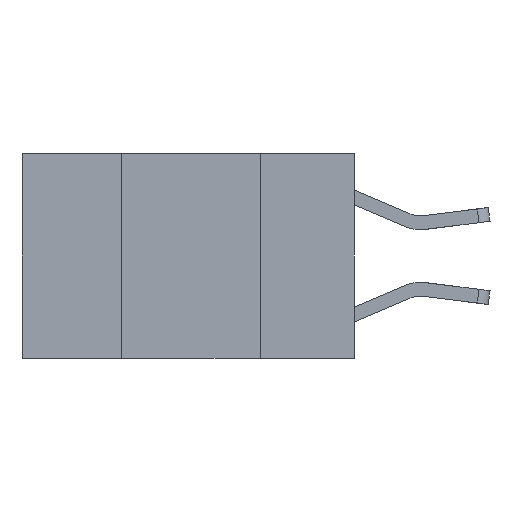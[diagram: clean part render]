
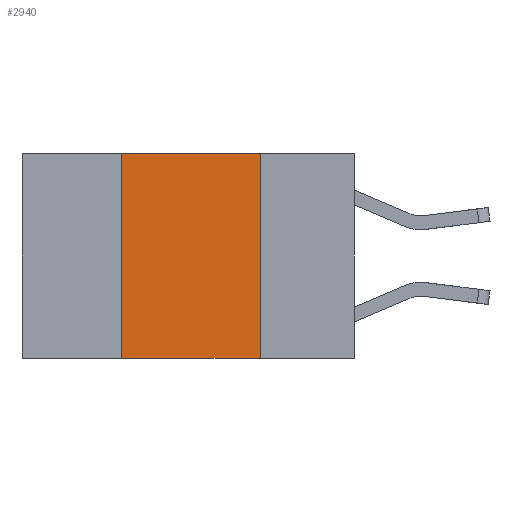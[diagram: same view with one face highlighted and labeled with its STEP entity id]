
A CAD part, left-side view. The second image highlights one B-rep face of the part: STEP entity #2940.
In plain terms, the highlighted planar face has unit normal (-1, 0, 0).
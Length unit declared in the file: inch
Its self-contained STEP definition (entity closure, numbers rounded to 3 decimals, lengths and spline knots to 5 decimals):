
#487 = LINE ( 'NONE', #4562, #10660 ) ;
#613 = CARTESIAN_POINT ( 'NONE',  ( 0., 0.17, -0.37 ) ) ;
#993 = EDGE_CURVE ( 'NONE', #7232, #1519, #487, .T. ) ;
#1088 = ORIENTED_EDGE ( 'NONE', *, *, #6228, .T. ) ;
#1231 = CARTESIAN_POINT ( 'NONE',  ( 0., 0.17, 0. ) ) ;
#1275 = VECTOR ( 'NONE', #8724, 39.37008 ) ;
#1519 = VERTEX_POINT ( 'NONE', #1231 ) ;
#1827 = LINE ( 'NONE', #10215, #1275 ) ;
#1978 = PLANE ( 'NONE',  #10043 ) ;
#2297 = ORIENTED_EDGE ( 'NONE', *, *, #4799, .F. ) ;
#2324 = CARTESIAN_POINT ( 'NONE',  ( 0., 0.42, -0.37 ) ) ;
#2940 = ADVANCED_FACE ( 'NONE', ( #8823 ), #1978, .F. ) ;
#4415 = ORIENTED_EDGE ( 'NONE', *, *, #993, .F. ) ;
#4562 = CARTESIAN_POINT ( 'NONE',  ( 0., 0.6, 0. ) ) ;
#4602 = CARTESIAN_POINT ( 'NONE',  ( 0., 0.6, 0. ) ) ;
#4781 = VERTEX_POINT ( 'NONE', #613 ) ;
#4799 = EDGE_CURVE ( 'NONE', #10366, #7232, #9943, .T. ) ;
#4948 = EDGE_CURVE ( 'NONE', #1519, #4781, #1827, .T. ) ;
#4978 = CARTESIAN_POINT ( 'NONE',  ( 0., 0.42, 0. ) ) ;
#5281 = LINE ( 'NONE', #8619, #6747 ) ;
#6228 = EDGE_CURVE ( 'NONE', #10366, #4781, #5281, .T. ) ;
#6744 = DIRECTION ( 'NONE',  ( 0., 0., 1. ) ) ;
#6747 = VECTOR ( 'NONE', #7794, 39.37008 ) ;
#7232 = VERTEX_POINT ( 'NONE', #9907 ) ;
#7547 = EDGE_LOOP ( 'NONE', ( #8908, #4415, #2297, #1088 ) ) ;
#7794 = DIRECTION ( 'NONE',  ( 0., -1., 0. ) ) ;
#7880 = VECTOR ( 'NONE', #6744, 39.37008 ) ;
#7909 = DIRECTION ( 'NONE',  ( 0., -1., 0. ) ) ;
#7949 = DIRECTION ( 'NONE',  ( 0., 0., -1. ) ) ;
#8619 = CARTESIAN_POINT ( 'NONE',  ( 0., 0.6, -0.37 ) ) ;
#8724 = DIRECTION ( 'NONE',  ( 0., 0., -1. ) ) ;
#8823 = FACE_OUTER_BOUND ( 'NONE', #7547, .T. ) ;
#8908 = ORIENTED_EDGE ( 'NONE', *, *, #4948, .F. ) ;
#9598 = DIRECTION ( 'NONE',  ( 1., 0., 0. ) ) ;
#9907 = CARTESIAN_POINT ( 'NONE',  ( 0., 0.42, 0. ) ) ;
#9943 = LINE ( 'NONE', #4978, #7880 ) ;
#10043 = AXIS2_PLACEMENT_3D ( 'NONE', #4602, #9598, #7949 ) ;
#10215 = CARTESIAN_POINT ( 'NONE',  ( 0., 0.17, 0. ) ) ;
#10366 = VERTEX_POINT ( 'NONE', #2324 ) ;
#10660 = VECTOR ( 'NONE', #7909, 39.37008 ) ;
